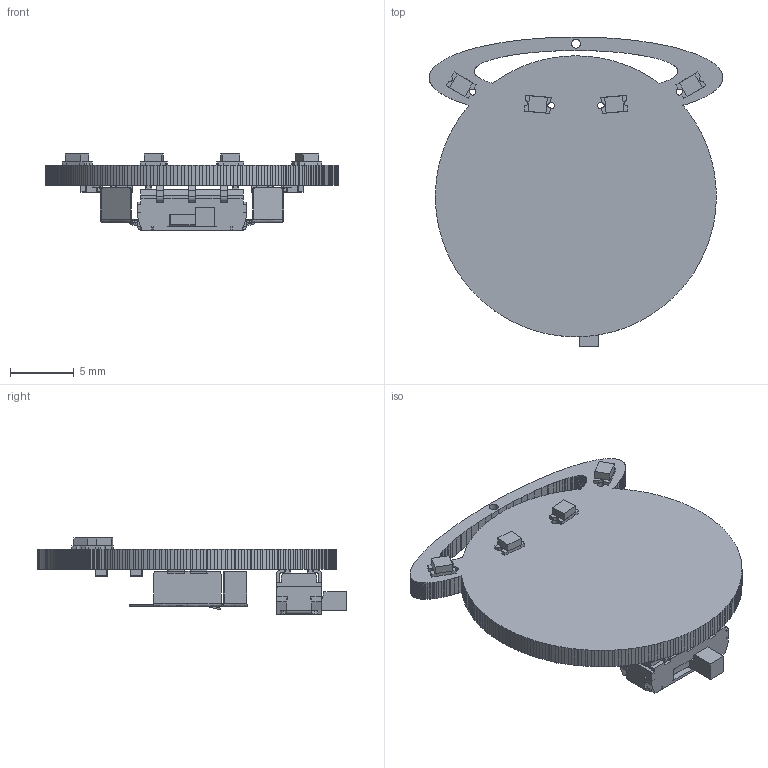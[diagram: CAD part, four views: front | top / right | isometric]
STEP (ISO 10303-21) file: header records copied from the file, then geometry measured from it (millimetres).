
FILE_DESCRIPTION(/* description */ (''),/* implementation_level */ '2;1');
FILE_NAME(/* name */ 'angel.step',/* time_stamp */ '2021-11-28T21:56:07-06:00',/* author */ (''),/* organization */ (''),/* preprocessor_version */ 'ST-DEVELOPER v18.1',/* originating_system */ 'Autodesk Translation Framework v10.10.0.1391',/* authorisation */ '');
FILE_SCHEMA (('AUTOMOTIVE_DESIGN { 1 0 10303 214 3 1 1 }'));
Length unit declared in the file: millimetre
Products named in the file (9): angel_gold_white_halo_cut_out; PCB Component; Board; CHIP-LED0805; R0603; CL-SB-22A-02T-SLIDE-SWITCH-TUCKED-PADS; _22A-11_c; _2Side setting_s; BAT-HLD-012-SMT
Assembly tree (14 placements, depth 4):
  angel_gold_white_halo_cut_out
    PCB Component
      Board
      CHIP-LED0805  x4
      R0603  x4
      CL-SB-22A-02T-SLIDE-SWITCH-TUCKED-PADS
        _22A-11_c
        _2Side setting_s
      BAT-HLD-012-SMT
Bounding box: 23.02 x 24.27 x 5.97 mm (x, y, z)
Volume: 776.4 mm3; surface area: 1704.7 mm2
Topology: 12 solids, 12 shells, 1327 faces, 3571 edges, 2270 vertices
Faces by surface type: plane 1019, cylinder 193, sphere 64, bspline 51
Full cylindrical faces by diameter (mm): 0.508 x4, 0.7 x1, 0.8 x1, 1 x1
Entity records: 35280 total; most frequent: CARTESIAN_POINT 6637, ORIENTED_EDGE 6062, DIRECTION 5444, EDGE_CURVE 3031, LINE 2686, VECTOR 2686, VERTEX_POINT 1958, AXIS2_PLACEMENT_3D 1379
